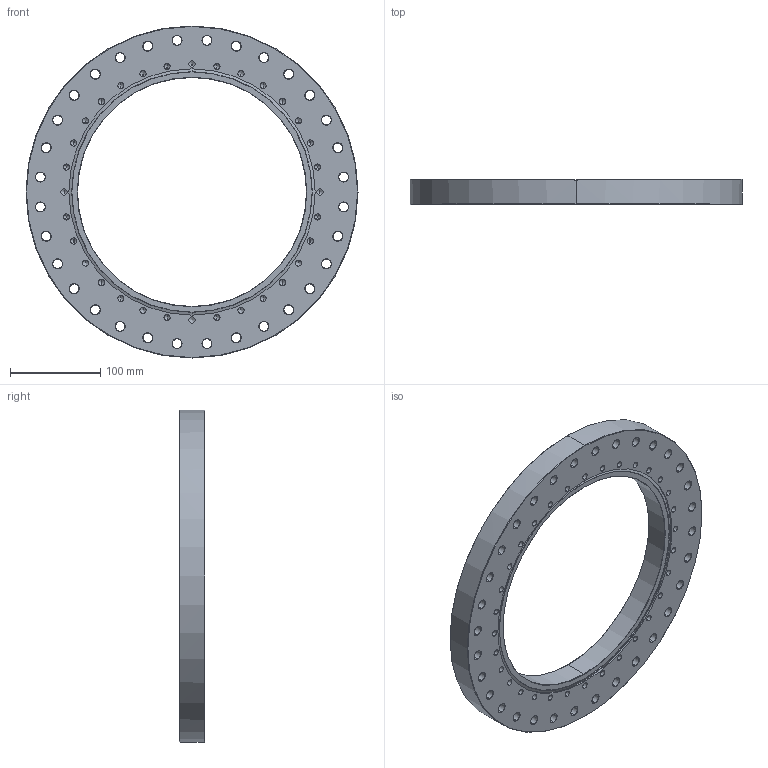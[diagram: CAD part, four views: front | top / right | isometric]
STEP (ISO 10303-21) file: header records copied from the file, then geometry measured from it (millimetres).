
FILE_DESCRIPTION (( 'STEP AP214' ), '1' );
FILE_NAME ('Hositrad_CFA300-250D-ISO.STEP', '2024-09-23T15:51:06', ( '' ), ( '' ), 'SwSTEP 2.0', 'SolidWorks 2022', '' );
FILE_SCHEMA (( 'AUTOMOTIVE_DESIGN' ));
Length unit declared in the file: millimetre
Products named in the file (1): Hositrad_CFA300-250D-ISO
Bounding box: 368.3 x 28 x 368.3 mm (x, y, z)
Volume: 1413664.5 mm3; surface area: 205309.5 mm2
Topology: 1 solids, 1 shells, 355 faces, 850 edges, 466 vertices
Faces by surface type: cone 208, cylinder 136, plane 11
Entity records: 11350 total; most frequent: DIRECTION 1918, CARTESIAN_POINT 1620, ORIENTED_EDGE 1572, EDGE_CURVE 786, AXIS2_PLACEMENT_3D 780, VERTEX_POINT 466, EDGE_LOOP 454, CIRCLE 424
